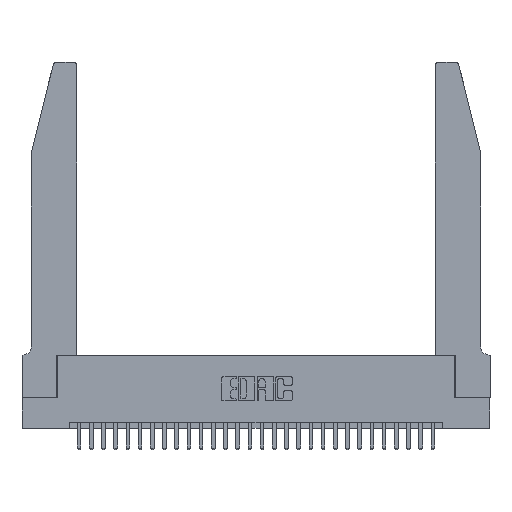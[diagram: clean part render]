
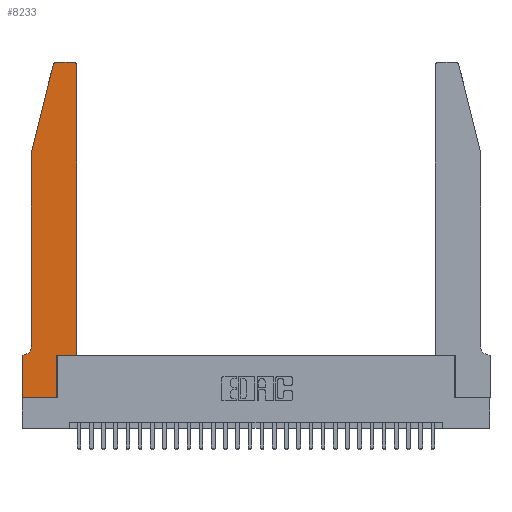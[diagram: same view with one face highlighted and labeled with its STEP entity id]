
A CAD part, top view. The second image highlights one B-rep face of the part: STEP entity #8233.
In plain terms, the highlighted planar face has unit normal (0, 0, 1).
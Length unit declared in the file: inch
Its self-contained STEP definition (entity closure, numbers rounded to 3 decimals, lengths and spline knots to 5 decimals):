
#107 = LINE ( 'NONE', #17343, #10975 ) ;
#276 = LINE ( 'NONE', #21129, #20628 ) ;
#354 = LINE ( 'NONE', #24708, #1446 ) ;
#1306 = CARTESIAN_POINT ( 'NONE',  ( 0.0755, 2., 0.37 ) ) ;
#1372 = AXIS2_PLACEMENT_3D ( 'NONE', #26167, #3084, #28618 ) ;
#1446 = VECTOR ( 'NONE', #10806, 39.37008 ) ;
#1460 = ORIENTED_EDGE ( 'NONE', *, *, #6310, .T. ) ;
#2045 = CARTESIAN_POINT ( 'NONE',  ( 0.2605, 2.75, 0.37 ) ) ;
#2096 = VERTEX_POINT ( 'NONE', #4545 ) ;
#2304 = EDGE_CURVE ( 'NONE', #20936, #26466, #16201, .T. ) ;
#2324 = ORIENTED_EDGE ( 'NONE', *, *, #16232, .T. ) ;
#3044 = ORIENTED_EDGE ( 'NONE', *, *, #23473, .T. ) ;
#3084 = DIRECTION ( 'NONE',  ( 0., 0., 1. ) ) ;
#3326 = EDGE_LOOP ( 'NONE', ( #1460, #6566, #24498, #24841, #20818, #3044, #13189, #17453, #2324, #12861, #8262, #15923 ) ) ;
#3402 = DIRECTION ( 'NONE',  ( -1., 0., 0. ) ) ;
#3530 = AXIS2_PLACEMENT_3D ( 'NONE', #23847, #22931, #26525 ) ;
#4393 = VERTEX_POINT ( 'NONE', #25964 ) ;
#4545 = CARTESIAN_POINT ( 'NONE',  ( 0.0755, 0.42, 0.37 ) ) ;
#5012 = LINE ( 'NONE', #29966, #9373 ) ;
#5421 = EDGE_CURVE ( 'NONE', #16074, #28059, #10377, .T. ) ;
#5446 = CARTESIAN_POINT ( 'NONE',  ( 0.2865, 0.35, 0.37 ) ) ;
#6047 = DIRECTION ( 'NONE',  ( -1., 0., 0. ) ) ;
#6064 = VERTEX_POINT ( 'NONE', #23891 ) ;
#6310 = EDGE_CURVE ( 'NONE', #28059, #20936, #17284, .T. ) ;
#6393 = CARTESIAN_POINT ( 'NONE',  ( 0.2865, 0., 0.37 ) ) ;
#6554 = CARTESIAN_POINT ( 'NONE',  ( 0.0055, 0.42, 0.37 ) ) ;
#6566 = ORIENTED_EDGE ( 'NONE', *, *, #2304, .T. ) ;
#7355 = EDGE_CURVE ( 'NONE', #26466, #4393, #28821, .T. ) ;
#7458 = CARTESIAN_POINT ( 'NONE',  ( 0.284, 2.75, 0.37 ) ) ;
#7550 = AXIS2_PLACEMENT_3D ( 'NONE', #14218, #22726, #18156 ) ;
#7645 = PLANE ( 'NONE',  #3530 ) ;
#8233 = ADVANCED_FACE ( 'NONE', ( #26931 ), #7645, .T. ) ;
#8262 = ORIENTED_EDGE ( 'NONE', *, *, #25500, .T. ) ;
#8869 = DIRECTION ( 'NONE',  ( 0., 0., -1. ) ) ;
#9240 = CARTESIAN_POINT ( 'NONE',  ( 0.4505, 0.35, 0.37 ) ) ;
#9257 = DIRECTION ( 'NONE',  ( 0., 1., 0. ) ) ;
#9373 = VECTOR ( 'NONE', #16071, 39.37008 ) ;
#10291 = CARTESIAN_POINT ( 'NONE',  ( 0.0755, 0.35, 0.37 ) ) ;
#10377 = CIRCLE ( 'NONE', #1372, 0.03 ) ;
#10806 = DIRECTION ( 'NONE',  ( 1., 0., 0. ) ) ;
#10975 = VECTOR ( 'NONE', #19779, 39.37008 ) ;
#11322 = DIRECTION ( 'NONE',  ( 1., 0., 0. ) ) ;
#11432 = EDGE_CURVE ( 'NONE', #6064, #13804, #24018, .T. ) ;
#11754 = VECTOR ( 'NONE', #15394, 39.37008 ) ;
#12020 = VECTOR ( 'NONE', #11322, 39.37008 ) ;
#12861 = ORIENTED_EDGE ( 'NONE', *, *, #24878, .T. ) ;
#12968 = CIRCLE ( 'NONE', #19787, 0.07 ) ;
#13189 = ORIENTED_EDGE ( 'NONE', *, *, #15758, .T. ) ;
#13248 = CARTESIAN_POINT ( 'NONE',  ( 0.0055, 0.35, 0.37 ) ) ;
#13508 = EDGE_CURVE ( 'NONE', #4393, #2096, #107, .T. ) ;
#13804 = VERTEX_POINT ( 'NONE', #6393 ) ;
#14218 = CARTESIAN_POINT ( 'NONE',  ( 0.284, 2.72, 0.37 ) ) ;
#15394 = DIRECTION ( 'NONE',  ( -0.239, -0.971, 0. ) ) ;
#15758 = EDGE_CURVE ( 'NONE', #23789, #6064, #5012, .T. ) ;
#15923 = ORIENTED_EDGE ( 'NONE', *, *, #5421, .T. ) ;
#16071 = DIRECTION ( 'NONE',  ( 0., -1., 0. ) ) ;
#16074 = VERTEX_POINT ( 'NONE', #19563 ) ;
#16201 = CIRCLE ( 'NONE', #7550, 0.03 ) ;
#16232 = EDGE_CURVE ( 'NONE', #13804, #27951, #276, .T. ) ;
#16686 = EDGE_CURVE ( 'NONE', #2096, #19505, #12968, .T. ) ;
#17284 = LINE ( 'NONE', #2045, #22008 ) ;
#17343 = CARTESIAN_POINT ( 'NONE',  ( 0.0755, 2., 0.37 ) ) ;
#17453 = ORIENTED_EDGE ( 'NONE', *, *, #11432, .T. ) ;
#17761 = VECTOR ( 'NONE', #22181, 39.37008 ) ;
#18156 = DIRECTION ( 'NONE',  ( 1., 0., 0. ) ) ;
#19505 = VERTEX_POINT ( 'NONE', #13248 ) ;
#19540 = VECTOR ( 'NONE', #3402, 39.37008 ) ;
#19563 = CARTESIAN_POINT ( 'NONE',  ( 0.4505, 2.72, 0.37 ) ) ;
#19779 = DIRECTION ( 'NONE',  ( 0., -1., 0. ) ) ;
#19787 = AXIS2_PLACEMENT_3D ( 'NONE', #6554, #8869, #29960 ) ;
#20321 = CARTESIAN_POINT ( 'NONE',  ( 0.25487, 2.72718, 0.37 ) ) ;
#20628 = VECTOR ( 'NONE', #9257, 39.37008 ) ;
#20818 = ORIENTED_EDGE ( 'NONE', *, *, #16686, .T. ) ;
#20936 = VERTEX_POINT ( 'NONE', #7458 ) ;
#21129 = CARTESIAN_POINT ( 'NONE',  ( 0.2865, 0.35, 0.37 ) ) ;
#22008 = VECTOR ( 'NONE', #6047, 39.37008 ) ;
#22181 = DIRECTION ( 'NONE',  ( 0., 1., 0. ) ) ;
#22402 = VERTEX_POINT ( 'NONE', #9240 ) ;
#22726 = DIRECTION ( 'NONE',  ( 0., 0., 1. ) ) ;
#22880 = LINE ( 'NONE', #25539, #17761 ) ;
#22931 = DIRECTION ( 'NONE',  ( 0., 0., 1. ) ) ;
#23151 = CARTESIAN_POINT ( 'NONE',  ( 0., 0.35, 0.37 ) ) ;
#23473 = EDGE_CURVE ( 'NONE', #19505, #23789, #28617, .T. ) ;
#23789 = VERTEX_POINT ( 'NONE', #23151 ) ;
#23847 = CARTESIAN_POINT ( 'NONE',  ( 0., 0.35, 0.37 ) ) ;
#23891 = CARTESIAN_POINT ( 'NONE',  ( 0., 0., 0.37 ) ) ;
#24018 = LINE ( 'NONE', #25203, #12020 ) ;
#24498 = ORIENTED_EDGE ( 'NONE', *, *, #7355, .T. ) ;
#24708 = CARTESIAN_POINT ( 'NONE',  ( 0.4505, 0.35, 0.37 ) ) ;
#24841 = ORIENTED_EDGE ( 'NONE', *, *, #13508, .T. ) ;
#24878 = EDGE_CURVE ( 'NONE', #27951, #22402, #354, .T. ) ;
#25203 = CARTESIAN_POINT ( 'NONE',  ( 0., 0., 0.37 ) ) ;
#25500 = EDGE_CURVE ( 'NONE', #22402, #16074, #22880, .T. ) ;
#25539 = CARTESIAN_POINT ( 'NONE',  ( 0.4505, 0.35, 0.37 ) ) ;
#25964 = CARTESIAN_POINT ( 'NONE',  ( 0.0755, 2., 0.37 ) ) ;
#26167 = CARTESIAN_POINT ( 'NONE',  ( 0.4205, 2.72, 0.37 ) ) ;
#26466 = VERTEX_POINT ( 'NONE', #20321 ) ;
#26525 = DIRECTION ( 'NONE',  ( 1., 0., 0. ) ) ;
#26931 = FACE_OUTER_BOUND ( 'NONE', #3326, .T. ) ;
#27951 = VERTEX_POINT ( 'NONE', #5446 ) ;
#28059 = VERTEX_POINT ( 'NONE', #29764 ) ;
#28617 = LINE ( 'NONE', #10291, #19540 ) ;
#28618 = DIRECTION ( 'NONE',  ( 1., 0., 0. ) ) ;
#28821 = LINE ( 'NONE', #1306, #11754 ) ;
#29764 = CARTESIAN_POINT ( 'NONE',  ( 0.4205, 2.75, 0.37 ) ) ;
#29960 = DIRECTION ( 'NONE',  ( -1., 0., 0. ) ) ;
#29966 = CARTESIAN_POINT ( 'NONE',  ( 0., 0., 0.37 ) ) ;
